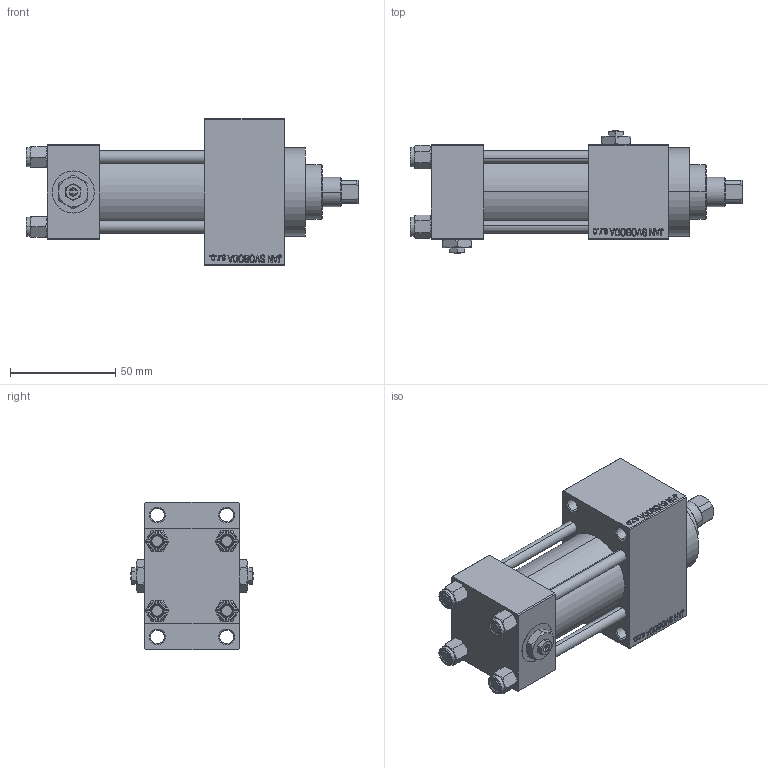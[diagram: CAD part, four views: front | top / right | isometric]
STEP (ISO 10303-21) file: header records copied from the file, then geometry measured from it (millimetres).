
FILE_DESCRIPTION (( 'STEP AP203' ), '1' );
FILE_NAME ('477c.STEP', '2025-01-04T17:38:48', ( '' ), ( '' ), 'SwSTEP 2.0', 'SolidWorks 2019', '' );
FILE_SCHEMA (( 'CONFIG_CONTROL_DESIGN' ));
Length unit declared in the file: millimetre
Products named in the file (7): 477c; Zatka_pro_OIL_PORT 5457fd86a9ba457ded9096be345ea9fb; V215CR_D_Body 5457fd86a9ba457ded9096be345ea9fb; V215_VC_A 5457fd86a9ba457ded9096be345ea9fb; NUT_M5_D 5457fd86a9ba457ded9096be345ea9fb; V215CR_D_TYCINKA 5457fd86a9ba457ded9096be345ea9fb; V215CR_VCP_D 5457fd86a9ba457ded9096be345ea9fb
Assembly tree (13 placements, depth 2):
  477c
    V215CR_D_Body 5457fd86a9ba457ded9096be345ea9fb
    V215CR_VCP_D 5457fd86a9ba457ded9096be345ea9fb
    NUT_M5_D 5457fd86a9ba457ded9096be345ea9fb  x4
    V215CR_D_TYCINKA 5457fd86a9ba457ded9096be345ea9fb  x4
    V215_VC_A 5457fd86a9ba457ded9096be345ea9fb
    Zatka_pro_OIL_PORT 5457fd86a9ba457ded9096be345ea9fb  x2
Bounding box: 158 x 59 x 70 mm (x, y, z)
Volume: 233596.3 mm3; surface area: 76061.8 mm2
Topology: 13 solids, 13 shells, 1187 faces, 2936 edges, 1891 vertices
Faces by surface type: plane 540, bspline 368, cone 182, cylinder 89, torus 8
Entity records: 48601 total; most frequent: CARTESIAN_POINT 25483, ORIENTED_EDGE 5172, DIRECTION 3352, EDGE_CURVE 2586, VERTEX_POINT 1689, VECTOR 1536, LINE 1536, EDGE_LOOP 1159
